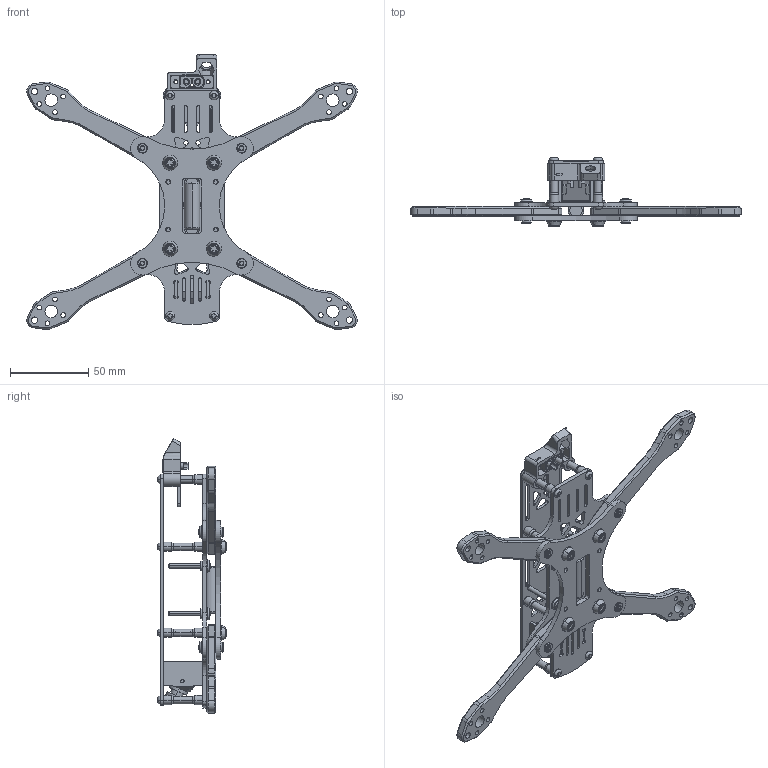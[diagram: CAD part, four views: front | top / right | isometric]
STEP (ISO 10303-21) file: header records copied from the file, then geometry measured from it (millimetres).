
FILE_DESCRIPTION((''),'2;1');
FILE_NAME('MY_FRAME_ASM','2024-06-16T11:13:27',('MoFo'),(''),'CREO PARAMETRIC BY PTC INC, 2024063','CREO PARAMETRIC BY PTC INC, 2024063','');
FILE_SCHEMA(('CONFIG_CONTROL_DESIGN'));
Length unit declared in the file: millimetre
Products named in the file (19): BOTTOM_V1; ARM_6MM; CENTER; SPACER_25MM; TOP; 1000UF_35V_PAN_FK; M3_PRESSNUT; AL_WASHER_BUTTON; AL_WASHER_CUP; HEX_SOCKET_BUTTON_HEAD_M3X14; HEX_SOCKET_BUTTON_HEAD_M3X10; HEX_SOCKET_CYLINDRICAL_HEAD_M3X; HEX_SOCKET_BUTTON_HEAD_M3X25; SUPORT_ANTENE_MYFRAME; XT60E-M_V1_1; LEFT_CAM_PLATE; FOXEER_MICRO_PREDATOR_V5; RIGHT_CAM_PLATE; MY_FRAME_ASM
Assembly tree (65 placements, depth 2):
  MY_FRAME_ASM
    BOTTOM_V1
    ARM_6MM  x4
    CENTER
    SPACER_25MM  x8
    TOP
    1000UF_35V_PAN_FK
    M3_PRESSNUT  x8
    AL_WASHER_BUTTON  x8
    AL_WASHER_CUP  x4
    HEX_SOCKET_BUTTON_HEAD_M3X14  x4
    HEX_SOCKET_BUTTON_HEAD_M3X10  x12
    HEX_SOCKET_CYLINDRICAL_HEAD_M3X  x4
    HEX_SOCKET_BUTTON_HEAD_M3X25  x4
    SUPORT_ANTENE_MYFRAME
    XT60E-M_V1_1
    LEFT_CAM_PLATE
    FOXEER_MICRO_PREDATOR_V5
    RIGHT_CAM_PLATE
Bounding box: 211.23 x 43.65 x 175.89 mm (x, y, z)
Volume: 88628.7 mm3; surface area: 77601.1 mm2
Topology: 65 solids, 65 shells, 3059 faces, 7632 edges, 4825 vertices
Faces by surface type: cylinder 1124, plane 1066, cone 291, bspline 250, extrusion 216, torus 68, revolution 40, sphere 4
Entity records: 54167 total; most frequent: CARTESIAN_POINT 19247, ORIENTED_EDGE 7426, DIRECTION 6666, EDGE_CURVE 3713, VERTEX_POINT 2447, AXIS2_PLACEMENT_3D 2227, VECTOR 2206, LINE 2081
